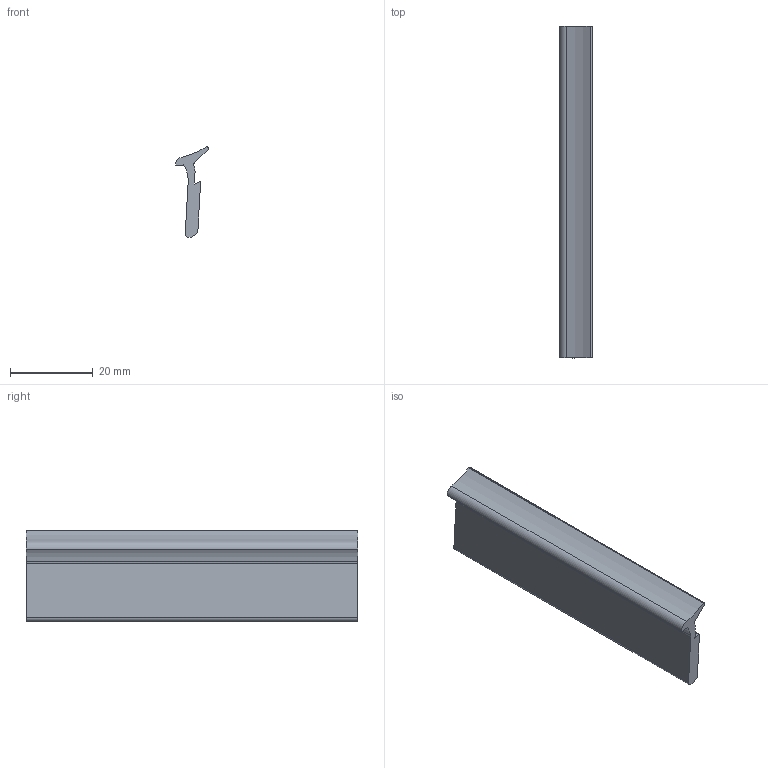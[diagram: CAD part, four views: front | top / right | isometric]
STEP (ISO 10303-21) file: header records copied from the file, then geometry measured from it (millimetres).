
FILE_DESCRIPTION (( 'STEP AP214' ), '1' );
FILE_NAME ('A000276-V.step', '2020-03-12T15:12:04', ( '' ), ( '' ), 'SwSTEP 2.0', 'SolidWorks 2010', '' );
FILE_SCHEMA (( 'AUTOMOTIVE_DESIGN' ));
Length unit declared in the file: millimetre
Products named in the file (1): A000276-V
Bounding box: 7.96 x 80 x 21.87 mm (x, y, z)
Volume: 4861.2 mm3; surface area: 4662.1 mm2
Topology: 1 solids, 1 shells, 25 faces, 69 edges, 46 vertices
Faces by surface type: cylinder 14, plane 11
Entity records: 1120 total; most frequent: DIRECTION 149, CARTESIAN_POINT 141, ORIENTED_EDGE 138, EDGE_CURVE 69, AXIS2_PLACEMENT_3D 54, VERTEX_POINT 46, VECTOR 41, LINE 41
